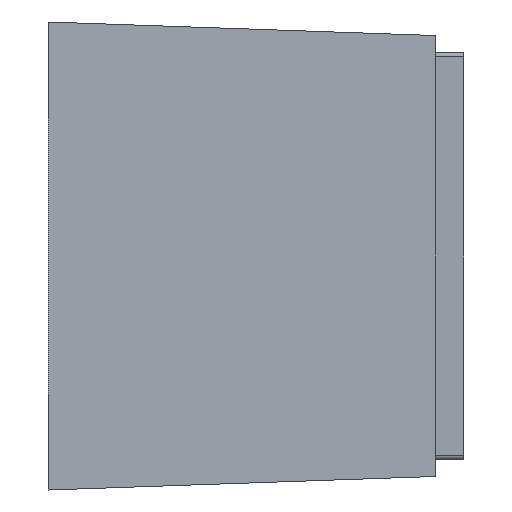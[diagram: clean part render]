
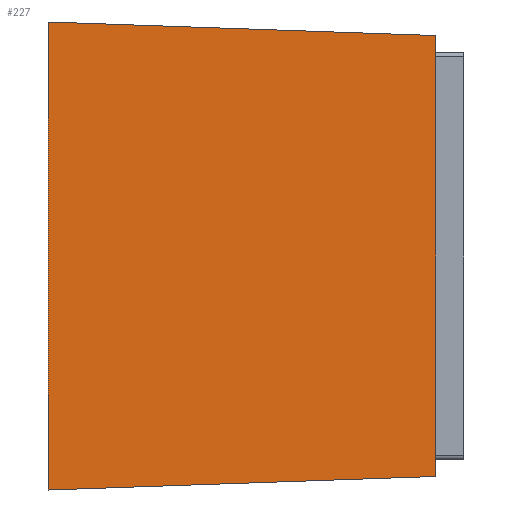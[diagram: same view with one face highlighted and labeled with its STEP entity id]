
A CAD part, front view. The second image highlights one B-rep face of the part: STEP entity #227.
In plain terms, the highlighted planar face has unit normal (0.035, -0.999, 0).
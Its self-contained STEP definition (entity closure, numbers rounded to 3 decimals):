
#227=ADVANCED_FACE('',(#476),#370,.T.);
#370=PLANE('',#2781);
#476=FACE_OUTER_BOUND('',#628,.T.);
#628=EDGE_LOOP('',(#937,#938,#939,#940));
#937=ORIENTED_EDGE('',*,*,#1944,.F.);
#938=ORIENTED_EDGE('',*,*,#1945,.T.);
#939=ORIENTED_EDGE('',*,*,#1946,.T.);
#940=ORIENTED_EDGE('',*,*,#1940,.T.);
#1679=VERTEX_POINT('',#3970);
#1680=VERTEX_POINT('',#3971);
#1683=VERTEX_POINT('',#3979);
#1684=VERTEX_POINT('',#3981);
#1940=EDGE_CURVE('',#1679,#1680,#2264,.T.);
#1944=EDGE_CURVE('',#1683,#1680,#2268,.T.);
#1945=EDGE_CURVE('',#1683,#1684,#2269,.T.);
#1946=EDGE_CURVE('',#1684,#1679,#2270,.T.);
#2264=LINE('',#3969,#2513);
#2268=LINE('',#3978,#2517);
#2269=LINE('',#3980,#2518);
#2270=LINE('',#3982,#2519);
#2513=VECTOR('',#3037,1.);
#2517=VECTOR('',#3043,1.);
#2518=VECTOR('',#3044,1.);
#2519=VECTOR('',#3045,1.);
#2781=AXIS2_PLACEMENT_3D('',#3983,#3046,#3047);
#3037=DIRECTION('',(0.,0.,-1.));
#3043=DIRECTION('',(-0.999,-0.035,-0.035));
#3044=DIRECTION('',(0.,0.,1.));
#3045=DIRECTION('',(-0.999,-0.035,0.035));
#3046=DIRECTION('',(0.035,-0.999,0.));
#3047=DIRECTION('',(0.999,0.035,0.));
#3969=CARTESIAN_POINT('',(0.,-42.677,9.957));
#3970=CARTESIAN_POINT('',(0.,-42.677,9.957));
#3971=CARTESIAN_POINT('',(0.,-42.677,-9.957));
#3978=CARTESIAN_POINT('',(0.,-42.677,-9.957));
#3979=CARTESIAN_POINT('',(16.5,-42.101,-9.381));
#3980=CARTESIAN_POINT('',(16.5,-42.101,9.957));
#3981=CARTESIAN_POINT('',(16.5,-42.101,9.381));
#3982=CARTESIAN_POINT('',(0.,-42.677,9.957));
#3983=CARTESIAN_POINT('',(0.,-42.677,9.957));
